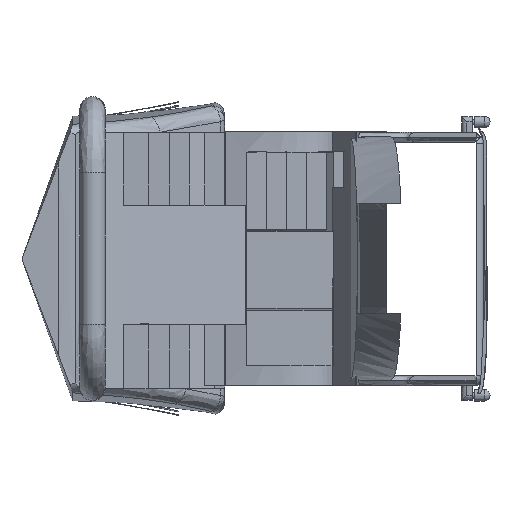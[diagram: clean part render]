
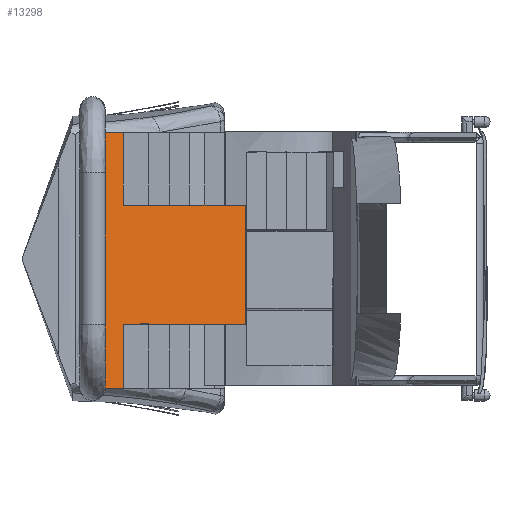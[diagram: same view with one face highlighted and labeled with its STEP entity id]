
A CAD part, left-side view. The second image highlights one B-rep face of the part: STEP entity #13298.
In plain terms, the highlighted free-form (B-spline) face has degree [2, 1] with [3, 2] control points.
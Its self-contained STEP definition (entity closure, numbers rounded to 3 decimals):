
#13298 = ADVANCED_FACE('',(#13299),#13361,.F.);
#13299 = FACE_BOUND('',#13300,.F.);
#13300 = EDGE_LOOP('',(#13301,#13310,#13318,#13325,#13333,#13340,#13348,
    #13355));
#13301 = ORIENTED_EDGE('',*,*,#13302,.F.);
#13302 = EDGE_CURVE('',#13303,#13305,#13307,.T.);
#13303 = VERTEX_POINT('',#13304);
#13304 = CARTESIAN_POINT('',(-199.775,28.517,
    -36.535));
#13305 = VERTEX_POINT('',#13306);
#13306 = CARTESIAN_POINT('',(-199.775,28.517,
    -18.475));
#13307 = B_SPLINE_CURVE_WITH_KNOTS('',1,(#13308,#13309),.UNSPECIFIED.,
  .F.,.F.,(2,2),(-37.867,-25.201),
  .PIECEWISE_BEZIER_KNOTS.);
#13308 = CARTESIAN_POINT('',(-199.775,28.517,
    -36.535));
#13309 = CARTESIAN_POINT('',(-199.775,28.517,
    -18.475));
#13310 = ORIENTED_EDGE('',*,*,#13311,.T.);
#13311 = EDGE_CURVE('',#13303,#13312,#13314,.T.);
#13312 = VERTEX_POINT('',#13313);
#13313 = CARTESIAN_POINT('',(-203.99,35.646,
    -36.535));
#13314 = ( BOUNDED_CURVE() B_SPLINE_CURVE(2,(#13315,#13316,#13317),
.UNSPECIFIED.,.F.,.F.) B_SPLINE_CURVE_WITH_KNOTS((3,3),(6.271,
6.283),.PIECEWISE_BEZIER_KNOTS.) CURVE() 
GEOMETRIC_REPRESENTATION_ITEM() RATIONAL_B_SPLINE_CURVE((1.,
1.,1.)) REPRESENTATION_ITEM('') );
#13315 = CARTESIAN_POINT('',(-199.775,28.517,
    -36.535));
#13316 = CARTESIAN_POINT('',(-201.86,32.095,
    -36.535));
#13317 = CARTESIAN_POINT('',(-203.99,35.646,
    -36.535));
#13318 = ORIENTED_EDGE('',*,*,#13319,.T.);
#13319 = EDGE_CURVE('',#13312,#13320,#13322,.T.);
#13320 = VERTEX_POINT('',#13321);
#13321 = CARTESIAN_POINT('',(-203.99,35.646,
    35.456));
#13322 = B_SPLINE_CURVE_WITH_KNOTS('',1,(#13323,#13324),.UNSPECIFIED.,
  .F.,.F.,(2,2),(-37.867,12.622),
  .PIECEWISE_BEZIER_KNOTS.);
#13323 = CARTESIAN_POINT('',(-203.99,35.646,
    -36.535));
#13324 = CARTESIAN_POINT('',(-203.99,35.646,
    35.456));
#13325 = ORIENTED_EDGE('',*,*,#13326,.T.);
#13326 = EDGE_CURVE('',#13320,#13327,#13329,.T.);
#13327 = VERTEX_POINT('',#13328);
#13328 = CARTESIAN_POINT('',(-199.775,28.517,
    35.456));
#13329 = ( BOUNDED_CURVE() B_SPLINE_CURVE(2,(#13330,#13331,#13332),
.UNSPECIFIED.,.F.,.F.) B_SPLINE_CURVE_WITH_KNOTS((3,3),(
    0.,0.013),.PIECEWISE_BEZIER_KNOTS.) 
CURVE() GEOMETRIC_REPRESENTATION_ITEM() RATIONAL_B_SPLINE_CURVE((1.,
1.,1.)) REPRESENTATION_ITEM('') );
#13330 = CARTESIAN_POINT('',(-203.99,35.646,
    35.456));
#13331 = CARTESIAN_POINT('',(-201.86,32.095,
    35.456));
#13332 = CARTESIAN_POINT('',(-199.775,28.517,
    35.456));
#13333 = ORIENTED_EDGE('',*,*,#13334,.F.);
#13334 = EDGE_CURVE('',#13335,#13327,#13337,.T.);
#13335 = VERTEX_POINT('',#13336);
#13336 = CARTESIAN_POINT('',(-199.775,28.517,
    14.996));
#13337 = B_SPLINE_CURVE_WITH_KNOTS('',1,(#13338,#13339),.UNSPECIFIED.,
  .F.,.F.,(2,2),(-1.727,12.622),
  .PIECEWISE_BEZIER_KNOTS.);
#13338 = CARTESIAN_POINT('',(-199.775,28.517,
    14.996));
#13339 = CARTESIAN_POINT('',(-199.775,28.517,
    35.456));
#13340 = ORIENTED_EDGE('',*,*,#13341,.F.);
#13341 = EDGE_CURVE('',#13342,#13335,#13344,.T.);
#13342 = VERTEX_POINT('',#13343);
#13343 = CARTESIAN_POINT('',(-181.177,-5.703,
    14.996));
#13344 = ( BOUNDED_CURVE() B_SPLINE_CURVE(2,(#13345,#13346,#13347),
.UNSPECIFIED.,.F.,.F.) B_SPLINE_CURVE_WITH_KNOTS((3,3),(6.211,
6.271),.PIECEWISE_BEZIER_KNOTS.) CURVE() 
GEOMETRIC_REPRESENTATION_ITEM() RATIONAL_B_SPLINE_CURVE((1.,
1.,1.)) REPRESENTATION_ITEM('') );
#13345 = CARTESIAN_POINT('',(-181.177,-5.703,
    14.996));
#13346 = CARTESIAN_POINT('',(-189.965,11.684,
    14.996));
#13347 = CARTESIAN_POINT('',(-199.775,28.517,
    14.996));
#13348 = ORIENTED_EDGE('',*,*,#13349,.T.);
#13349 = EDGE_CURVE('',#13342,#13350,#13352,.T.);
#13350 = VERTEX_POINT('',#13351);
#13351 = CARTESIAN_POINT('',(-181.177,-5.703,
    -18.475));
#13352 = B_SPLINE_CURVE_WITH_KNOTS('',1,(#13353,#13354),.UNSPECIFIED.,
  .F.,.F.,(2,2),(1.306,24.78),
  .PIECEWISE_BEZIER_KNOTS.);
#13353 = CARTESIAN_POINT('',(-181.177,-5.703,
    14.996));
#13354 = CARTESIAN_POINT('',(-181.177,-5.703,
    -18.475));
#13355 = ORIENTED_EDGE('',*,*,#13356,.F.);
#13356 = EDGE_CURVE('',#13305,#13350,#13357,.T.);
#13357 = ( BOUNDED_CURVE() B_SPLINE_CURVE(2,(#13358,#13359,#13360),
.UNSPECIFIED.,.F.,.F.) B_SPLINE_CURVE_WITH_KNOTS((3,3),(
    0.013,0.072),.PIECEWISE_BEZIER_KNOTS.) 
CURVE() GEOMETRIC_REPRESENTATION_ITEM() RATIONAL_B_SPLINE_CURVE((1.,
1.,1.)) REPRESENTATION_ITEM('') );
#13358 = CARTESIAN_POINT('',(-199.775,28.517,
    -18.475));
#13359 = CARTESIAN_POINT('',(-189.965,11.684,
    -18.475));
#13360 = CARTESIAN_POINT('',(-181.177,-5.703,
    -18.475));
#13361 = ( BOUNDED_SURFACE() B_SPLINE_SURFACE(2,1,(
    (#13362,#13363)
    ,(#13364,#13365)
    ,(#13366,#13367
)),.UNSPECIFIED.,.F.,.F.,.F.) B_SPLINE_SURFACE_WITH_KNOTS((3,3),(2,2),(
    0.,0.072),(-12.622,37.867),
.PIECEWISE_BEZIER_KNOTS.) GEOMETRIC_REPRESENTATION_ITEM() 
RATIONAL_B_SPLINE_SURFACE((
    (1.,1.)
    ,(0.999,0.999)
,(1.,1.))) REPRESENTATION_ITEM('') SURFACE() );
#13362 = CARTESIAN_POINT('',(-203.99,35.646,
    35.456));
#13363 = CARTESIAN_POINT('',(-203.99,35.646,
    -36.535));
#13364 = CARTESIAN_POINT('',(-191.835,15.384,
    35.456));
#13365 = CARTESIAN_POINT('',(-191.835,15.384,
    -36.535));
#13366 = CARTESIAN_POINT('',(-181.177,-5.703,
    35.456));
#13367 = CARTESIAN_POINT('',(-181.177,-5.703,
    -36.535));
